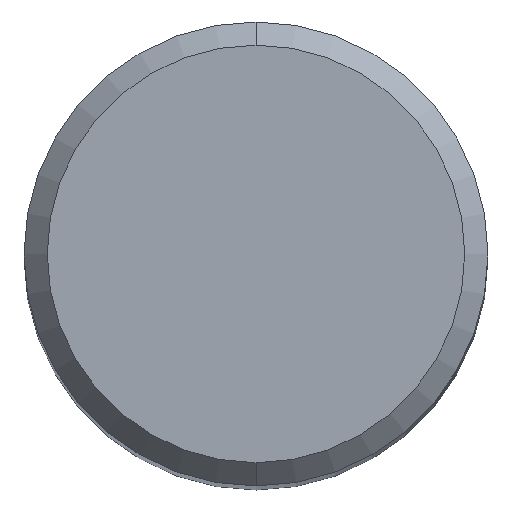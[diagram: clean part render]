
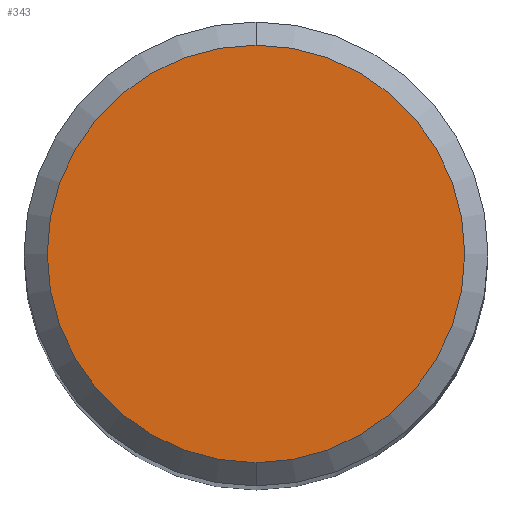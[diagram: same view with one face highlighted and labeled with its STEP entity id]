
A CAD part, top view. The second image highlights one B-rep face of the part: STEP entity #343.
In plain terms, the highlighted planar face has unit normal (0, 0, 1).
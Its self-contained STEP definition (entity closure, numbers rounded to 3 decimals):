
#277=EDGE_CURVE('',#461,#315,#594,.T.);
#315=VERTEX_POINT('',#635);
#343=ADVANCED_FACE('',(#666),#667,.T.);
#377=EDGE_CURVE('',#315,#461,#706,.T.);
#461=VERTEX_POINT('',#798);
#594=CIRCLE('',#1082,5.4);
#635=CARTESIAN_POINT('',(0.,-5.4,0.0));
#666=FACE_OUTER_BOUND('',#1201,.T.);
#667=PLANE('',#1202);
#706=CIRCLE('',#1273,5.4);
#798=CARTESIAN_POINT('',(0.0,5.4,0.0));
#1082=AXIS2_PLACEMENT_3D('',#1618,#1619,#1620);
#1201=EDGE_LOOP('',(#1693,#1694));
#1202=AXIS2_PLACEMENT_3D('',#1695,#1696,#1697);
#1273=AXIS2_PLACEMENT_3D('',#1750,#1751,#1752);
#1618=CARTESIAN_POINT('',(0.0,0.0,0.0));
#1619=DIRECTION('',(0.0,0.0,-1.0));
#1620=DIRECTION('',(0.0,1.0,0.0));
#1693=ORIENTED_EDGE('',*,*,#277,.F.);
#1694=ORIENTED_EDGE('',*,*,#377,.F.);
#1695=CARTESIAN_POINT('',(0.0,2.7,0.0));
#1696=DIRECTION('',(-0.0,0.0,1.0));
#1697=DIRECTION('',(0.0,-1.0,0.0));
#1750=CARTESIAN_POINT('',(0.0,0.0,0.0));
#1751=DIRECTION('',(0.0,0.0,-1.0));
#1752=DIRECTION('',(0.0,1.0,0.0));
